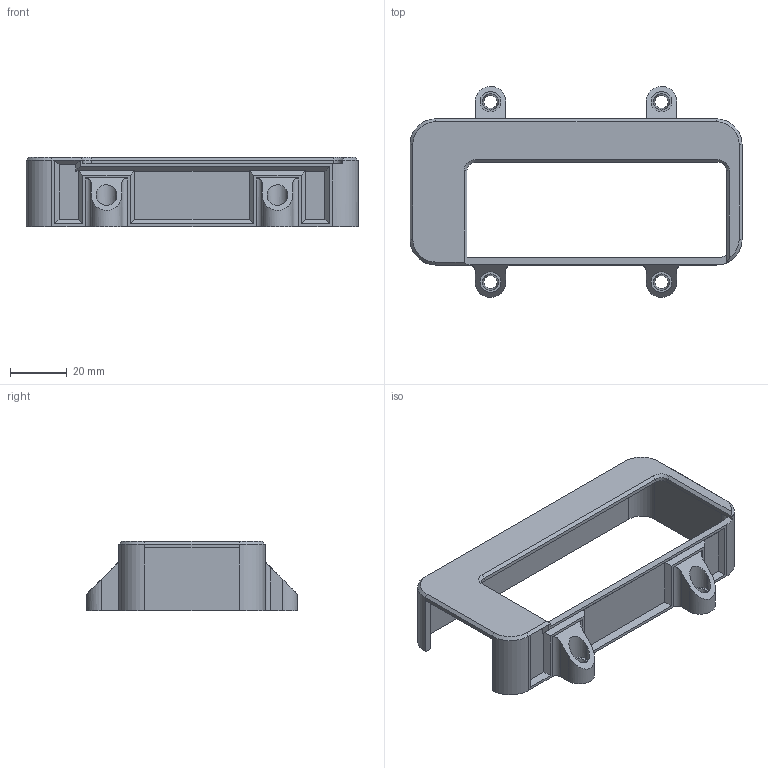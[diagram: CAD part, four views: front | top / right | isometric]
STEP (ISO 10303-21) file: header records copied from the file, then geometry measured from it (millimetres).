
FILE_DESCRIPTION (( 'STEP AP214' ), '1' );
FILE_NAME ('usb hub 7 pos.STEP', '2019-04-06T16:42:39', ( '' ), ( '' ), 'SwSTEP 2.0', 'SolidWorks 2016', '' );
FILE_SCHEMA (( 'AUTOMOTIVE_DESIGN' ));
Length unit declared in the file: millimetre
Products named in the file (1): usb hub 7 pos
Bounding box: 116.5 x 74.01 x 24.32 mm (x, y, z)
Volume: 19825.3 mm3; surface area: 21347.5 mm2
Topology: 1 solids, 1 shells, 122 faces, 323 edges, 205 vertices
Faces by surface type: plane 74, cylinder 34, cone 14
Entity records: 3782 total; most frequent: CARTESIAN_POINT 702, ORIENTED_EDGE 646, DIRECTION 620, EDGE_CURVE 323, LINE 238, VECTOR 238, VERTEX_POINT 205, AXIS2_PLACEMENT_3D 191
